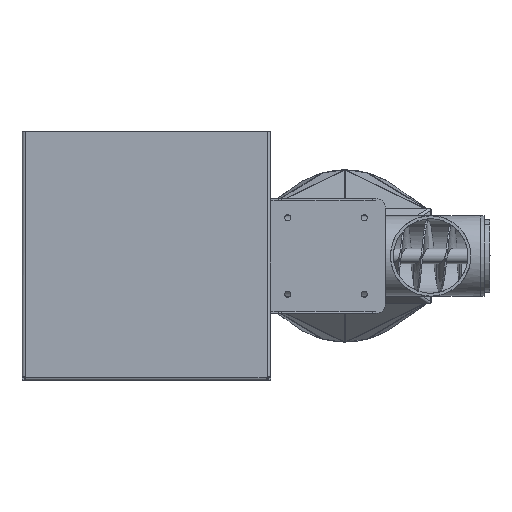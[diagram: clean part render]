
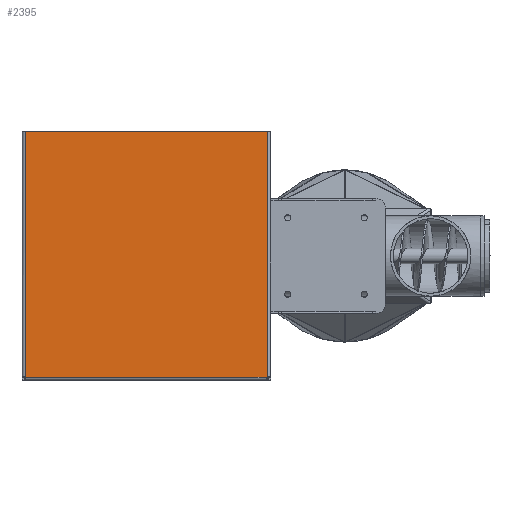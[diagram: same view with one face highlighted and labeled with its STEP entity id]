
A CAD part, front view. The second image highlights one B-rep face of the part: STEP entity #2395.
In plain terms, the highlighted planar face has unit normal (0, -1, 0).
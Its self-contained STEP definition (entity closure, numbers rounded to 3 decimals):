
#16 = CIRCLE ( 'NONE', #10555, 0.8 ) ;
#508 = VECTOR ( 'NONE', #4509, 1000. ) ;
#546 = VERTEX_POINT ( 'NONE', #10432 ) ;
#1059 = CIRCLE ( 'NONE', #15369, 0.8 ) ;
#1325 = LINE ( 'NONE', #4430, #2111 ) ;
#1444 = VERTEX_POINT ( 'NONE', #2433 ) ;
#1720 = CARTESIAN_POINT ( 'NONE',  ( 1.7, 0., -128.054 ) ) ;
#2111 = VECTOR ( 'NONE', #2534, 1000. ) ;
#2395 = ADVANCED_FACE ( 'NONE', ( #4696 ), #9599, .T. ) ;
#2433 = CARTESIAN_POINT ( 'NONE',  ( 1.7, 0., 0. ) ) ;
#2534 = DIRECTION ( 'NONE',  ( 1., 0., 0. ) ) ;
#3206 = EDGE_CURVE ( 'NONE', #1444, #7621, #16946, .T. ) ;
#3587 = LINE ( 'NONE', #10978, #16347 ) ;
#3916 = EDGE_CURVE ( 'NONE', #1444, #18940, #1325, .T. ) ;
#4430 = CARTESIAN_POINT ( 'NONE',  ( 0., 0., 0. ) ) ;
#4509 = DIRECTION ( 'NONE',  ( 0., 0., 1. ) ) ;
#4696 = FACE_OUTER_BOUND ( 'NONE', #9398, .T. ) ;
#4984 = DIRECTION ( 'NONE',  ( 1., 0., 0. ) ) ;
#5046 = DIRECTION ( 'NONE',  ( 0., 1., 0. ) ) ;
#6562 = DIRECTION ( 'NONE',  ( 0., 0., -1. ) ) ;
#7161 = EDGE_CURVE ( 'NONE', #12263, #546, #1059, .T. ) ;
#7621 = VERTEX_POINT ( 'NONE', #1720 ) ;
#7795 = DIRECTION ( 'NONE',  ( 0., -1., 0. ) ) ;
#9398 = EDGE_LOOP ( 'NONE', ( #13530, #19432, #16704, #14624, #12834, #17828 ) ) ;
#9599 = PLANE ( 'NONE',  #10375 ) ;
#9854 = CARTESIAN_POINT ( 'NONE',  ( 1.271, 0., -128.729 ) ) ;
#10375 = AXIS2_PLACEMENT_3D ( 'NONE', #11099, #7795, #17178 ) ;
#10432 = CARTESIAN_POINT ( 'NONE',  ( 128.054, 0., -128.3 ) ) ;
#10555 = AXIS2_PLACEMENT_3D ( 'NONE', #9854, #5046, #11447 ) ;
#10978 = CARTESIAN_POINT ( 'NONE',  ( 1.271, 0., -128.3 ) ) ;
#11099 = CARTESIAN_POINT ( 'NONE',  ( 0., 0., -130. ) ) ;
#11423 = EDGE_CURVE ( 'NONE', #12263, #18940, #18183, .T. ) ;
#11447 = DIRECTION ( 'NONE',  ( 0., 0., 1. ) ) ;
#11588 = CARTESIAN_POINT ( 'NONE',  ( 1.946, 0., -128.3 ) ) ;
#11857 = CARTESIAN_POINT ( 'NONE',  ( 128.729, 0., -128.729 ) ) ;
#12059 = CARTESIAN_POINT ( 'NONE',  ( 128.3, 0., -128.054 ) ) ;
#12263 = VERTEX_POINT ( 'NONE', #12059 ) ;
#12736 = EDGE_CURVE ( 'NONE', #15380, #546, #3587, .T. ) ;
#12834 = ORIENTED_EDGE ( 'NONE', *, *, #11423, .T. ) ;
#13530 = ORIENTED_EDGE ( 'NONE', *, *, #3206, .T. ) ;
#14624 = ORIENTED_EDGE ( 'NONE', *, *, #7161, .F. ) ;
#14746 = DIRECTION ( 'NONE',  ( 0., 0., -1. ) ) ;
#15369 = AXIS2_PLACEMENT_3D ( 'NONE', #11857, #18041, #14746 ) ;
#15380 = VERTEX_POINT ( 'NONE', #11588 ) ;
#15619 = CARTESIAN_POINT ( 'NONE',  ( 1.7, 0., 0. ) ) ;
#16126 = VECTOR ( 'NONE', #6562, 1000. ) ;
#16292 = CARTESIAN_POINT ( 'NONE',  ( 128.3, 0., -128.729 ) ) ;
#16347 = VECTOR ( 'NONE', #4984, 1000. ) ;
#16704 = ORIENTED_EDGE ( 'NONE', *, *, #12736, .T. ) ;
#16946 = LINE ( 'NONE', #15619, #16126 ) ;
#17107 = EDGE_CURVE ( 'NONE', #7621, #15380, #16, .T. ) ;
#17178 = DIRECTION ( 'NONE',  ( 0., 0., -1. ) ) ;
#17184 = CARTESIAN_POINT ( 'NONE',  ( 128.3, 0., 0. ) ) ;
#17828 = ORIENTED_EDGE ( 'NONE', *, *, #3916, .F. ) ;
#18041 = DIRECTION ( 'NONE',  ( 0., -1., 0. ) ) ;
#18183 = LINE ( 'NONE', #16292, #508 ) ;
#18940 = VERTEX_POINT ( 'NONE', #17184 ) ;
#19432 = ORIENTED_EDGE ( 'NONE', *, *, #17107, .T. ) ;
